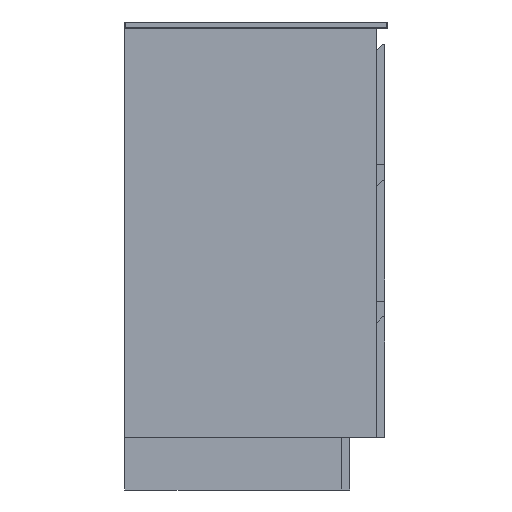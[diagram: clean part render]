
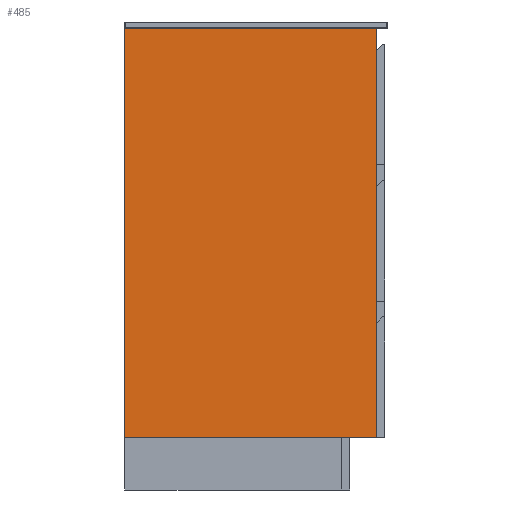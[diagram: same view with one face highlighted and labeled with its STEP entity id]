
A CAD part, left-side view. The second image highlights one B-rep face of the part: STEP entity #485.
In plain terms, the highlighted planar face has unit normal (-1, 0, 0).
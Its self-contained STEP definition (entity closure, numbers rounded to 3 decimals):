
#485=ADVANCED_FACE('',(#654),#2674,.T.);
#654=FACE_OUTER_BOUND('',#823,.T.);
#823=EDGE_LOOP('',(#1075,#1076,#1077,#1078));
#1075=ORIENTED_EDGE('',*,*,#1760,.F.);
#1076=ORIENTED_EDGE('',*,*,#1742,.T.);
#1077=ORIENTED_EDGE('',*,*,#1758,.T.);
#1078=ORIENTED_EDGE('',*,*,#1759,.F.);
#1742=EDGE_CURVE('',#2440,#2442,#2107,.T.);
#1758=EDGE_CURVE('',#2442,#2455,#2123,.T.);
#1759=EDGE_CURVE('',#2456,#2455,#2124,.T.);
#1760=EDGE_CURVE('',#2440,#2456,#2125,.T.);
#2107=B_SPLINE_CURVE_WITH_KNOTS('',1,(#3493,#3494),.UNSPECIFIED.,.F.,.F.,
(2,2),(-780.,0.),.UNSPECIFIED.);
#2123=B_SPLINE_CURVE_WITH_KNOTS('',1,(#3525,#3526),.UNSPECIFIED.,.F.,.F.,
(2,2),(-479.,0.),.UNSPECIFIED.);
#2124=B_SPLINE_CURVE_WITH_KNOTS('',1,(#3527,#3528),.UNSPECIFIED.,.F.,.F.,
(2,2),(-780.,0.),.UNSPECIFIED.);
#2125=B_SPLINE_CURVE_WITH_KNOTS('',1,(#3529,#3530),.UNSPECIFIED.,.F.,.F.,
(2,2),(-479.,0.),.UNSPECIFIED.);
#2440=VERTEX_POINT('',#3468);
#2442=VERTEX_POINT('',#3470);
#2455=VERTEX_POINT('',#3483);
#2456=VERTEX_POINT('',#3484);
#2674=PLANE('',#2973);
#2973=AXIS2_PLACEMENT_3D('',#3460,#3158,$);
#3158=DIRECTION('',(-1.,0.,0.));
#3460=CARTESIAN_POINT('',(-594.,-468.,526.9));
#3468=CARTESIAN_POINT('',(-594.,-390.,479.));
#3470=CARTESIAN_POINT('',(-594.,390.,479.));
#3483=CARTESIAN_POINT('',(-594.,390.,0.));
#3484=CARTESIAN_POINT('',(-594.,-390.,0.));
#3493=CARTESIAN_POINT('',(-594.,-390.,479.));
#3494=CARTESIAN_POINT('',(-594.,390.,479.));
#3525=CARTESIAN_POINT('',(-594.,390.,479.));
#3526=CARTESIAN_POINT('',(-594.,390.,0.));
#3527=CARTESIAN_POINT('',(-594.,-390.,0.));
#3528=CARTESIAN_POINT('',(-594.,390.,0.));
#3529=CARTESIAN_POINT('',(-594.,-390.,479.));
#3530=CARTESIAN_POINT('',(-594.,-390.,0.));
